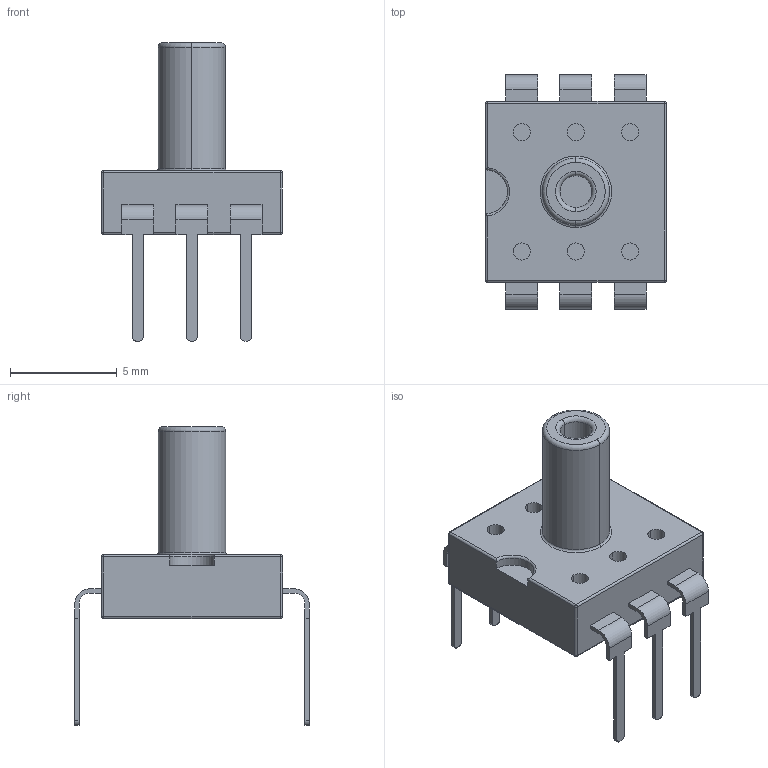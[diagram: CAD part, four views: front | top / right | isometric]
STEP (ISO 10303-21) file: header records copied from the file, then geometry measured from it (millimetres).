
FILE_DESCRIPTION(('FreeCAD Model'),'2;1');
FILE_NAME('Open CASCADE Shape Model','2024-06-11T18:10:54',(''),(''), 'Open CASCADE STEP processor 7.6','FreeCAD','Unknown');
FILE_SCHEMA(('AUTOMOTIVE_DESIGN { 1 0 10303 214 1 1 1 1 }'));
Length unit declared in the file: millimetre
Products named in the file (3): 72bz-U4; DIP-6_L8.5-W8.5-P2.54-LS10.8-BL; SOLID
Assembly tree (2 placements, depth 3):
  72bz-U4
    DIP-6_L8.5-W8.5-P2.54-LS10.8-BL
      SOLID
Bounding box: 8.51 x 11 x 14 mm (x, y, z)
Volume: 255.7 mm3; surface area: 431.2 mm2
Topology: 1 solids, 1 shells, 374 faces, 993 edges, 646 vertices
Faces by surface type: plane 207, bspline 98, cylinder 54, sphere 8, torus 7
Entity records: 28103 total; most frequent: CARTESIAN_POINT 6880, DIRECTION 2972, LINE 2135, VECTOR 2135, ORIENTED_EDGE 1970, PCURVE 1970, DEFINITIONAL_REPRESENTATION 1970, EDGE_CURVE 985
